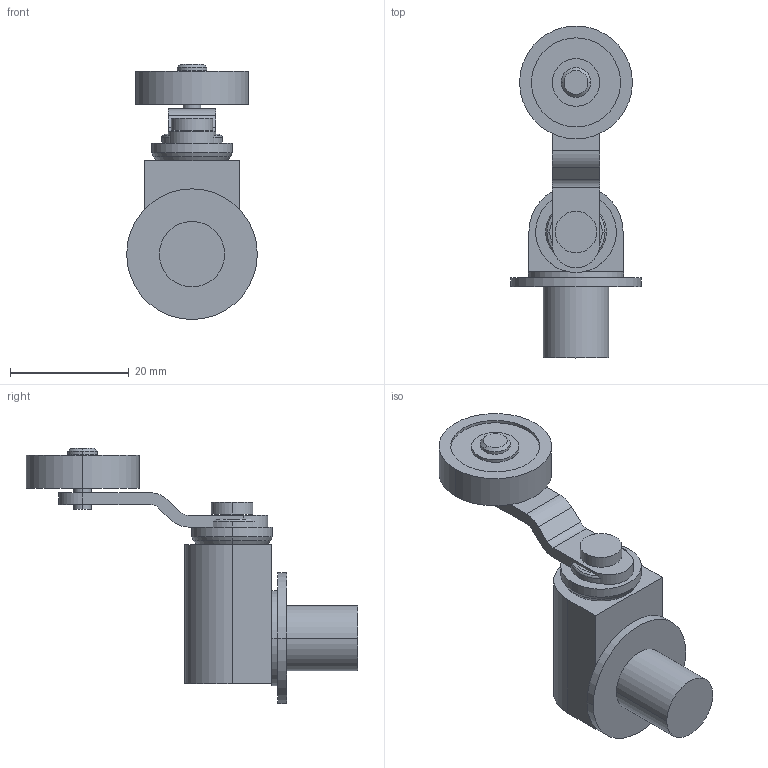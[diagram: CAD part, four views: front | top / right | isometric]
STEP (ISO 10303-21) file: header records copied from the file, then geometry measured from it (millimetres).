
FILE_DESCRIPTION((''),'2;1');
FILE_NAME('3d_KXAE2.stp','2012-10-03T07:32:51',(''),(''),'Mechanical Desktop 2011','Mechanical Desktop 2011',', , ');
FILE_SCHEMA(('CONFIG_CONTROL_DESIGN'));
Length unit declared in the file: millimetre
Products named in the file (1): Product
Bounding box: 22 x 55.83 x 42.94 mm (x, y, z)
Volume: 9440.7 mm3; surface area: 5893.7 mm2
Topology: 9 solids, 9 shells, 76 faces, 150 edges, 98 vertices
Faces by surface type: cylinder 33, plane 33, cone 8, torus 2
Entity records: 2067 total; most frequent: DIRECTION 386, CARTESIAN_POINT 325, ORIENTED_EDGE 300, AXIS2_PLACEMENT_3D 159, EDGE_CURVE 150, VERTEX_POINT 98, CIRCLE 82, EDGE_LOOP 82
